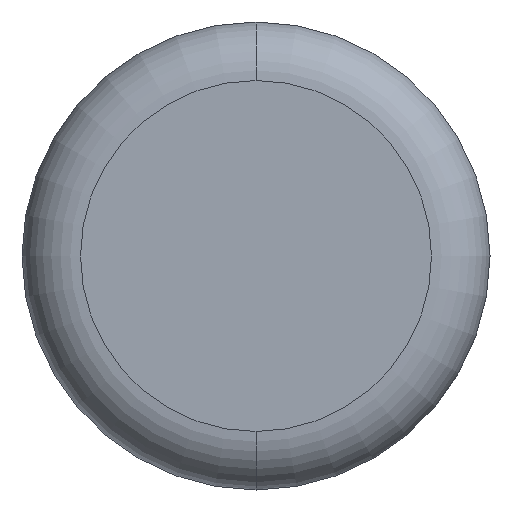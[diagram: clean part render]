
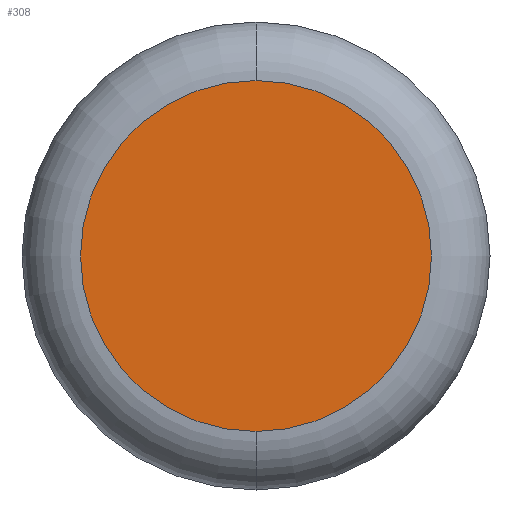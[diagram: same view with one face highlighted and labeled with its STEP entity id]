
A CAD part, front view. The second image highlights one B-rep face of the part: STEP entity #308.
In plain terms, the highlighted planar face has unit normal (0, -1, 0).
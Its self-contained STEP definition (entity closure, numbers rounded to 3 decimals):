
#3 = CARTESIAN_POINT ( 'NONE',  ( 0., 0., -3. ) ) ;
#19 = PLANE ( 'NONE',  #216 ) ;
#54 = ORIENTED_EDGE ( 'NONE', *, *, #116, .T. ) ;
#72 = DIRECTION ( 'NONE',  ( 0., 0., -1. ) ) ;
#81 = DIRECTION ( 'NONE',  ( 0., 0., -1. ) ) ;
#116 = EDGE_CURVE ( 'NONE', #249, #315, #165, .T. ) ;
#123 = AXIS2_PLACEMENT_3D ( 'NONE', #332, #296, #72 ) ;
#165 = CIRCLE ( 'NONE', #218, 3. ) ;
#186 = CARTESIAN_POINT ( 'NONE',  ( 0., 0., 0. ) ) ;
#190 = CARTESIAN_POINT ( 'NONE',  ( 0., 0., 0. ) ) ;
#213 = CARTESIAN_POINT ( 'NONE',  ( 0., 0., 3. ) ) ;
#216 = AXIS2_PLACEMENT_3D ( 'NONE', #186, #267, #265 ) ;
#218 = AXIS2_PLACEMENT_3D ( 'NONE', #190, #306, #81 ) ;
#232 = FACE_OUTER_BOUND ( 'NONE', #340, .T. ) ;
#233 = ORIENTED_EDGE ( 'NONE', *, *, #329, .T. ) ;
#249 = VERTEX_POINT ( 'NONE', #3 ) ;
#265 = DIRECTION ( 'NONE',  ( 0., 0., -1. ) ) ;
#267 = DIRECTION ( 'NONE',  ( 0., -1., 0. ) ) ;
#296 = DIRECTION ( 'NONE',  ( 0., -1., 0. ) ) ;
#306 = DIRECTION ( 'NONE',  ( 0., -1., 0. ) ) ;
#308 = ADVANCED_FACE ( 'NONE', ( #232 ), #19, .T. ) ;
#315 = VERTEX_POINT ( 'NONE', #213 ) ;
#320 = CIRCLE ( 'NONE', #123, 3. ) ;
#329 = EDGE_CURVE ( 'NONE', #315, #249, #320, .T. ) ;
#332 = CARTESIAN_POINT ( 'NONE',  ( 0., 0., 0. ) ) ;
#340 = EDGE_LOOP ( 'NONE', ( #54, #233 ) ) ;
